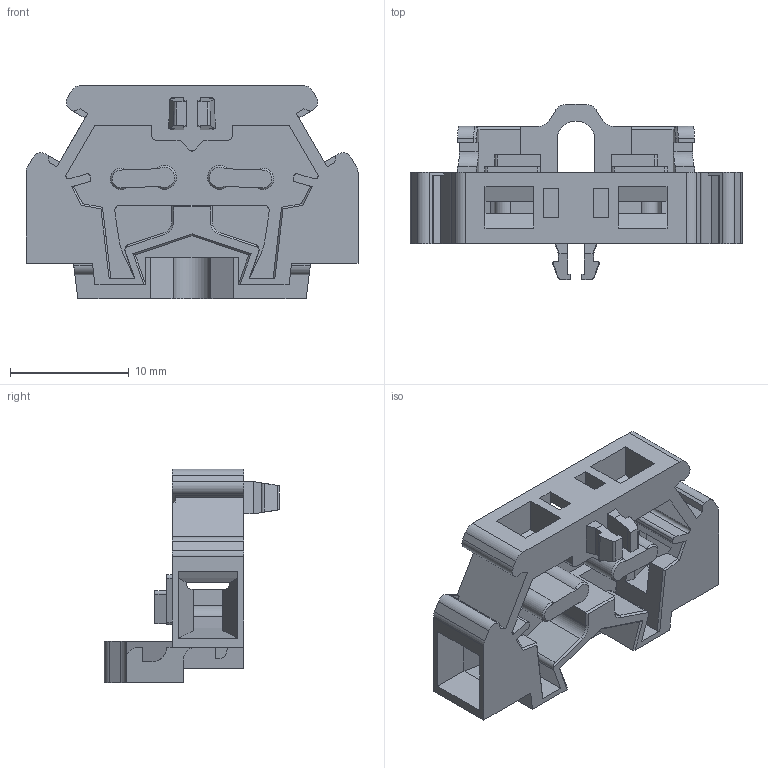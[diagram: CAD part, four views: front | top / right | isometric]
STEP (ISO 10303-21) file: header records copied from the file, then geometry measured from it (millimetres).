
FILE_DESCRIPTION(/* description */ ('Unknown'),/* implementation_level */ '2;1');
FILE_NAME(/* name */ 'MCT2.5H',/* time_stamp */ '2018-02-23T16:11:24-08:00',/* author */ ('Unknown'),/* organization */ ('Unknown'),/* preprocessor_version */ 'ST-DEVELOPER v16.7',/* originating_system */ 'DEX',/* authorisation */ $);
FILE_SCHEMA (('AUTOMOTIVE_DESIGN {1 0 10303 214 3 1 1}'));
Length unit declared in the file: millimetre
Products named in the file (1): 6MCT2.5H
Bounding box: 28 x 14.79 x 18 mm (x, y, z)
Volume: 1336.6 mm3; surface area: 2642.7 mm2
Topology: 1 solids, 1 shells, 304 faces, 857 edges, 557 vertices
Faces by surface type: plane 234, cylinder 62, cone 6, bspline 2
Entity records: 9769 total; most frequent: CARTESIAN_POINT 1783, ORIENTED_EDGE 1714, DIRECTION 1575, EDGE_CURVE 857, LINE 713, VECTOR 713, VERTEX_POINT 557, AXIS2_PLACEMENT_3D 431
